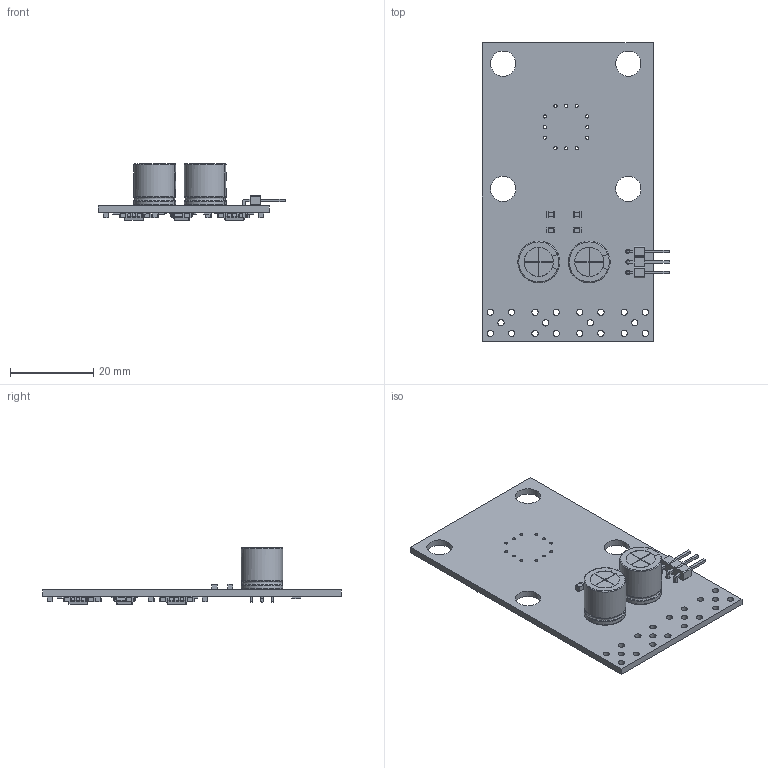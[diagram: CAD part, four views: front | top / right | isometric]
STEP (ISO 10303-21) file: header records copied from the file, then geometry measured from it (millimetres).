
FILE_DESCRIPTION(('KiCad electronic assembly'),'2;1');
FILE_NAME('Pyro_Amplifier_Board.step','2020-01-24T07:28:38',('An Author' ),('A Company'),'Open CASCADE STEP processor 6.9', 'KiCad to STEP converter','Unknown');
FILE_SCHEMA(('AUTOMOTIVE_DESIGN { 1 0 10303 214 1 1 1 1 }'));
Length unit declared in the file: millimetre
Products named in the file (12): Open CASCADE STEP translator 6.9 1; CP_Radial_D10.0mm_P5.00mm; SOLID; PinHeader_1x03_P2.54mm_Horizontal; C_0805_2012Metric; SOIC-8_3.9x4.9mm_P1.27mm; R_0805_2012Metric; COMPOUND
Assembly tree (41 placements, depth 3):
  Open CASCADE STEP translator 6.9 1
    CP_Radial_D10.0mm_P5.00mm  x2
      SOLID
    PinHeader_1x03_P2.54mm_Horizontal
      SOLID
    C_0805_2012Metric  x20
      SOLID
    SOIC-8_3.9x4.9mm_P1.27mm  x4
      SOLID
    R_0805_2012Metric  x8
      SOLID
    COMPOUND
Bounding box: 44.93 x 71.5 x 13.45 mm (x, y, z)
Volume: 6212.8 mm3; surface area: 8197 mm2
Topology: 36 solids, 38 shells, 1622 faces, 4182 edges, 2692 vertices
Faces by surface type: plane 962, cylinder 510, bspline 138, revolution 8, torus 4
Full cylindrical faces by diameter (mm): 0.6 x4, 0.7 x4, 0.762 x12, 1 x7, 1.5 x20, 6.05 x4
Entity records: 29812 total; most frequent: CARTESIAN_POINT 6812, DIRECTION 3765, LINE 2398, VECTOR 2398, ORIENTED_EDGE 2020, PCURVE 2020, DEFINITIONAL_REPRESENTATION 2020, EDGE_CURVE 1010
